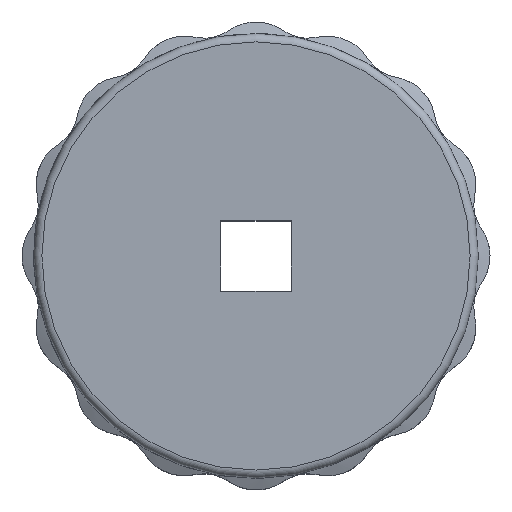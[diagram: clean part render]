
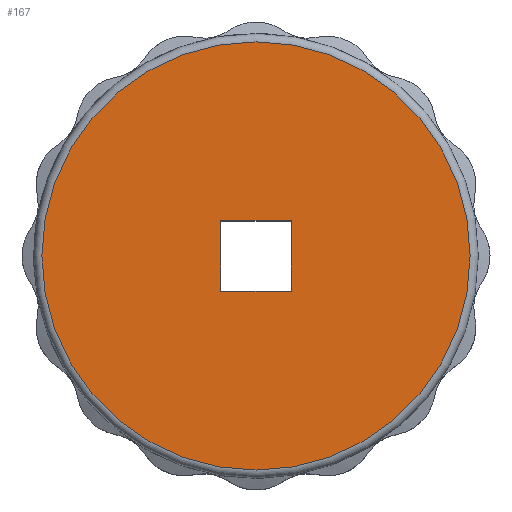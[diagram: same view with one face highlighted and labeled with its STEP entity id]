
A CAD part, top view. The second image highlights one B-rep face of the part: STEP entity #167.
In plain terms, the highlighted planar face has unit normal (0, 0, 1).
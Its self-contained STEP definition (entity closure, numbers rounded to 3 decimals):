
#167 = ADVANCED_FACE( '', ( #370, #371 ), #372, .F. );
#370 = FACE_OUTER_BOUND( '', #605, .T. );
#371 = FACE_BOUND( '', #606, .T. );
#372 = PLANE( '', #607 );
#605 = EDGE_LOOP( '', ( #1040 ) );
#606 = EDGE_LOOP( '', ( #1041, #1042, #1043, #1044 ) );
#607 = AXIS2_PLACEMENT_3D( '', #1045, #1046, #1047 );
#1040 = ORIENTED_EDGE( '', *, *, #1528, .T. );
#1041 = ORIENTED_EDGE( '', *, *, #1453, .F. );
#1042 = ORIENTED_EDGE( '', *, *, #1529, .F. );
#1043 = ORIENTED_EDGE( '', *, *, #1530, .F. );
#1044 = ORIENTED_EDGE( '', *, *, #1369, .F. );
#1045 = CARTESIAN_POINT( '', ( 19., 0., 9. ) );
#1046 = DIRECTION( '', ( 0., 0., -1. ) );
#1047 = DIRECTION( '', ( -1., 0., 0. ) );
#1369 = EDGE_CURVE( '', #1627, #1622, #1629, .T. );
#1453 = EDGE_CURVE( '', #1777, #1627, #1779, .T. );
#1528 = EDGE_CURVE( '', #1883, #1883, #1884, .F. );
#1529 = EDGE_CURVE( '', #1885, #1777, #1886, .T. );
#1530 = EDGE_CURVE( '', #1622, #1885, #1887, .T. );
#1622 = VERTEX_POINT( '', #2013 );
#1627 = VERTEX_POINT( '', #2020 );
#1629 = LINE( '', #2023, #2024 );
#1777 = VERTEX_POINT( '', #2226 );
#1779 = LINE( '', #2229, #2230 );
#1883 = VERTEX_POINT( '', #2471 );
#1884 = CIRCLE( '', #2472, 18.3 );
#1885 = VERTEX_POINT( '', #2473 );
#1886 = LINE( '', #2474, #2475 );
#1887 = LINE( '', #2476, #2477 );
#2013 = CARTESIAN_POINT( '', ( 3., -3., 9. ) );
#2020 = CARTESIAN_POINT( '', ( -3., -3., 9. ) );
#2023 = CARTESIAN_POINT( '', ( 19., -3., 9. ) );
#2024 = VECTOR( '', #2758, 1000. );
#2226 = CARTESIAN_POINT( '', ( -3., 3., 9. ) );
#2229 = CARTESIAN_POINT( '', ( -3., 0., 9. ) );
#2230 = VECTOR( '', #2931, 1000. );
#2471 = CARTESIAN_POINT( '', ( -18.3, 0., 9. ) );
#2472 = AXIS2_PLACEMENT_3D( '', #2976, #2977, #2978 );
#2473 = CARTESIAN_POINT( '', ( 3., 3., 9. ) );
#2474 = CARTESIAN_POINT( '', ( 19., 3., 9. ) );
#2475 = VECTOR( '', #2979, 1000. );
#2476 = CARTESIAN_POINT( '', ( 3., 0., 9. ) );
#2477 = VECTOR( '', #2980, 1000. );
#2758 = DIRECTION( '', ( 1., 0., 0. ) );
#2931 = DIRECTION( '', ( 0., -1., 0. ) );
#2976 = CARTESIAN_POINT( '', ( 0., 0., 9. ) );
#2977 = DIRECTION( '', ( 0., 0., -1. ) );
#2978 = DIRECTION( '', ( -1., 0., 0. ) );
#2979 = DIRECTION( '', ( -1., 0., 0. ) );
#2980 = DIRECTION( '', ( 0., 1., 0. ) );
